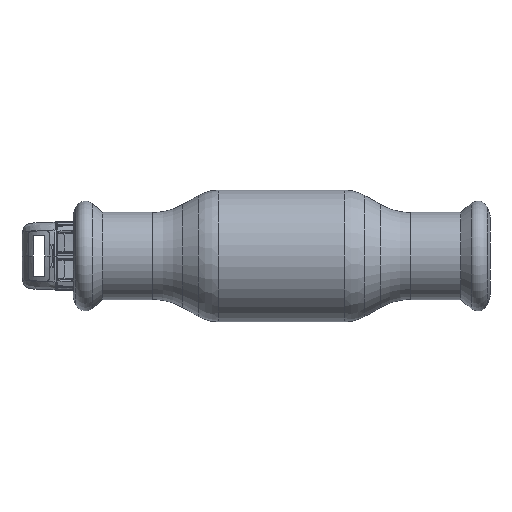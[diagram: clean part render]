
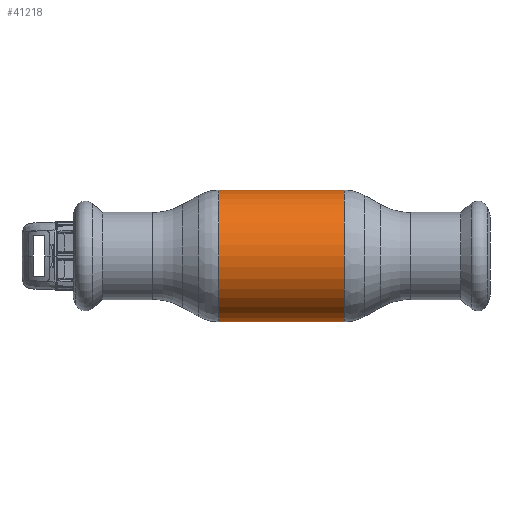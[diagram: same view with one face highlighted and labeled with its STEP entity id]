
A CAD part, front view. The second image highlights one B-rep face of the part: STEP entity #41218.
In plain terms, the highlighted cylindrical face has radius 19 mm (diameter 38 mm), a partial arc.
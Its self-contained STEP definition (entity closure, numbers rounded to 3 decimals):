
#702 = CARTESIAN_POINT ( 'NONE',  ( -18.035, 0., 19. ) ) ;
#719 = CARTESIAN_POINT ( 'NONE',  ( 18.035, 0., 19. ) ) ;
#3440 = AXIS2_PLACEMENT_3D ( 'NONE', #54426, #27347, #66718 ) ;
#4101 = DIRECTION ( 'NONE',  ( -1., 0., 0. ) ) ;
#4576 = VECTOR ( 'NONE', #13819, 1000. ) ;
#7907 = DIRECTION ( 'NONE',  ( -1., 0., 0. ) ) ;
#9517 = CARTESIAN_POINT ( 'NONE',  ( -18.035, 0., 0. ) ) ;
#13635 = AXIS2_PLACEMENT_3D ( 'NONE', #9517, #4101, #32046 ) ;
#13819 = DIRECTION ( 'NONE',  ( -1., 0., 0. ) ) ;
#14750 = LINE ( 'NONE', #46009, #4576 ) ;
#19079 = LINE ( 'NONE', #54734, #31909 ) ;
#19187 = ORIENTED_EDGE ( 'NONE', *, *, #28842, .F. ) ;
#23317 = ORIENTED_EDGE ( 'NONE', *, *, #37337, .F. ) ;
#23547 = EDGE_LOOP ( 'NONE', ( #23317, #36041, #34812, #19187 ) ) ;
#23963 = CARTESIAN_POINT ( 'NONE',  ( -62.69, 0., 0. ) ) ;
#25518 = CYLINDRICAL_SURFACE ( 'NONE', #64771, 19. ) ;
#25672 = CARTESIAN_POINT ( 'NONE',  ( -18.035, 0., -19. ) ) ;
#27347 = DIRECTION ( 'NONE',  ( -1., 0., 0. ) ) ;
#28842 = EDGE_CURVE ( 'NONE', #48849, #33114, #60206, .T. ) ;
#30673 = FACE_OUTER_BOUND ( 'NONE', #23547, .T. ) ;
#31909 = VECTOR ( 'NONE', #33375, 1000. ) ;
#32046 = DIRECTION ( 'NONE',  ( 0., 0., 1. ) ) ;
#32193 = VERTEX_POINT ( 'NONE', #62187 ) ;
#33114 = VERTEX_POINT ( 'NONE', #702 ) ;
#33375 = DIRECTION ( 'NONE',  ( -1., 0., 0. ) ) ;
#34016 = EDGE_CURVE ( 'NONE', #32193, #34540, #51938, .T. ) ;
#34540 = VERTEX_POINT ( 'NONE', #719 ) ;
#34812 = ORIENTED_EDGE ( 'NONE', *, *, #52016, .T. ) ;
#36041 = ORIENTED_EDGE ( 'NONE', *, *, #34016, .T. ) ;
#37337 = EDGE_CURVE ( 'NONE', #32193, #48849, #19079, .T. ) ;
#41218 = ADVANCED_FACE ( 'NONE', ( #30673 ), #25518, .T. ) ;
#46009 = CARTESIAN_POINT ( 'NONE',  ( -62.69, 0., 19. ) ) ;
#48849 = VERTEX_POINT ( 'NONE', #25672 ) ;
#51938 = CIRCLE ( 'NONE', #3440, 19. ) ;
#52016 = EDGE_CURVE ( 'NONE', #34540, #33114, #14750, .T. ) ;
#54426 = CARTESIAN_POINT ( 'NONE',  ( 18.035, 0., 0. ) ) ;
#54734 = CARTESIAN_POINT ( 'NONE',  ( -62.69, 0., -19. ) ) ;
#57017 = DIRECTION ( 'NONE',  ( 0., 0., 1. ) ) ;
#60206 = CIRCLE ( 'NONE', #13635, 19. ) ;
#62187 = CARTESIAN_POINT ( 'NONE',  ( 18.035, 0., -19. ) ) ;
#64771 = AXIS2_PLACEMENT_3D ( 'NONE', #23963, #7907, #57017 ) ;
#66718 = DIRECTION ( 'NONE',  ( 0., 0., 1. ) ) ;
